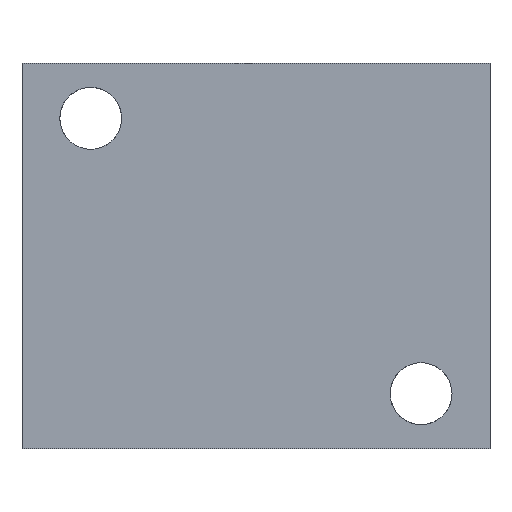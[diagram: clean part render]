
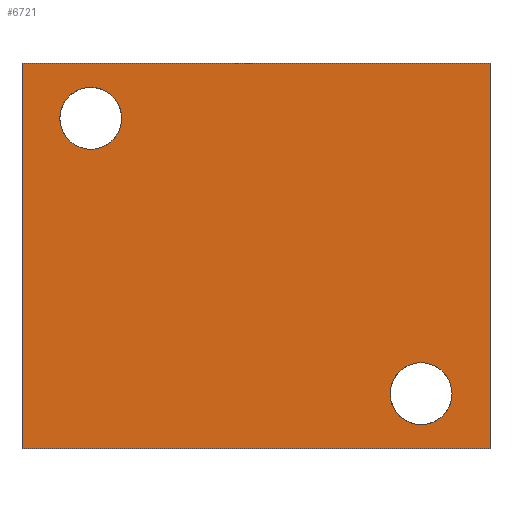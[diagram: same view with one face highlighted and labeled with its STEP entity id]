
A CAD part, front view. The second image highlights one B-rep face of the part: STEP entity #6721.
In plain terms, the highlighted planar face has unit normal (0, -1, 0).
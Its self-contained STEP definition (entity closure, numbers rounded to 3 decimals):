
#62=CIRCLE('',#6954,3.569);
#63=CIRCLE('',#6955,3.569);
#65=CIRCLE('',#6964,3.569);
#66=CIRCLE('',#6965,3.569);
#166=FACE_BOUND('',#1144,.T.);
#167=FACE_BOUND('',#1145,.T.);
#762=FACE_OUTER_BOUND('',#1143,.T.);
#1143=EDGE_LOOP('',(#5860,#5861,#5862,#5863));
#1144=EDGE_LOOP('',(#5864,#5865));
#1145=EDGE_LOOP('',(#5866,#5867));
#1401=LINE('',#10235,#2075);
#1817=LINE('',#11379,#2491);
#1822=LINE('',#11388,#2496);
#1823=LINE('',#11390,#2497);
#2075=VECTOR('',#7461,10.);
#2491=VECTOR('',#8393,10.);
#2496=VECTOR('',#8402,10.);
#2497=VECTOR('',#8405,10.);
#2768=VERTEX_POINT('',#10233);
#2769=VERTEX_POINT('',#10234);
#3040=VERTEX_POINT('',#11161);
#3041=VERTEX_POINT('',#11162);
#3045=VERTEX_POINT('',#11179);
#3046=VERTEX_POINT('',#11180);
#3111=VERTEX_POINT('',#11377);
#3113=VERTEX_POINT('',#11386);
#3519=EDGE_CURVE('',#2768,#2769,#1401,.T.);
#3922=EDGE_CURVE('',#3040,#3041,#62,.T.);
#3923=EDGE_CURVE('',#3041,#3040,#63,.T.);
#3932=EDGE_CURVE('',#3045,#3046,#65,.T.);
#3933=EDGE_CURVE('',#3046,#3045,#66,.T.);
#4028=EDGE_CURVE('',#3111,#2768,#1817,.T.);
#4033=EDGE_CURVE('',#3113,#2769,#1822,.T.);
#4034=EDGE_CURVE('',#3111,#3113,#1823,.T.);
#5860=ORIENTED_EDGE('',*,*,#4034,.T.);
#5861=ORIENTED_EDGE('',*,*,#4033,.T.);
#5862=ORIENTED_EDGE('',*,*,#3519,.F.);
#5863=ORIENTED_EDGE('',*,*,#4028,.F.);
#5864=ORIENTED_EDGE('',*,*,#3922,.T.);
#5865=ORIENTED_EDGE('',*,*,#3923,.T.);
#5866=ORIENTED_EDGE('',*,*,#3932,.T.);
#5867=ORIENTED_EDGE('',*,*,#3933,.T.);
#6095=PLANE('',#7067);
#6721=ADVANCED_FACE('',(#762,#166,#167),#6095,.T.);
#6954=AXIS2_PLACEMENT_3D('',#11163,#8136,#8137);
#6955=AXIS2_PLACEMENT_3D('',#11164,#8138,#8139);
#6964=AXIS2_PLACEMENT_3D('',#11181,#8159,#8160);
#6965=AXIS2_PLACEMENT_3D('',#11182,#8161,#8162);
#7067=AXIS2_PLACEMENT_3D('',#11389,#8403,#8404);
#7461=DIRECTION('',(1.,0.,0.));
#8136=DIRECTION('center_axis',(0.,1.,0.));
#8137=DIRECTION('ref_axis',(1.,0.,0.));
#8138=DIRECTION('center_axis',(0.,1.,0.));
#8139=DIRECTION('ref_axis',(1.,0.,0.));
#8159=DIRECTION('center_axis',(0.,1.,0.));
#8160=DIRECTION('ref_axis',(1.,0.,0.));
#8161=DIRECTION('center_axis',(0.,1.,0.));
#8162=DIRECTION('ref_axis',(1.,0.,0.));
#8393=DIRECTION('',(0.,0.,1.));
#8402=DIRECTION('',(0.,0.,1.));
#8403=DIRECTION('center_axis',(0.,-1.,0.));
#8404=DIRECTION('ref_axis',(1.,0.,0.));
#8405=DIRECTION('',(1.,0.,0.));
#10233=CARTESIAN_POINT('',(0.,0.,44.45));
#10234=CARTESIAN_POINT('',(53.975,0.,44.45));
#10235=CARTESIAN_POINT('',(0.,0.,44.45));
#11161=CARTESIAN_POINT('',(49.594,0.,6.35));
#11162=CARTESIAN_POINT('',(42.456,0.,6.35));
#11163=CARTESIAN_POINT('Origin',(46.025,0.,6.35));
#11164=CARTESIAN_POINT('Origin',(46.025,0.,6.35));
#11179=CARTESIAN_POINT('',(11.494,0.,38.1));
#11180=CARTESIAN_POINT('',(4.356,0.,38.1));
#11181=CARTESIAN_POINT('Origin',(7.925,0.,38.1));
#11182=CARTESIAN_POINT('Origin',(7.925,0.,38.1));
#11377=CARTESIAN_POINT('',(0.,0.,0.));
#11379=CARTESIAN_POINT('',(0.,0.,0.));
#11386=CARTESIAN_POINT('',(53.975,0.,0.));
#11388=CARTESIAN_POINT('',(53.975,0.,0.));
#11389=CARTESIAN_POINT('Origin',(0.,0.,0.));
#11390=CARTESIAN_POINT('',(0.,0.,0.));
